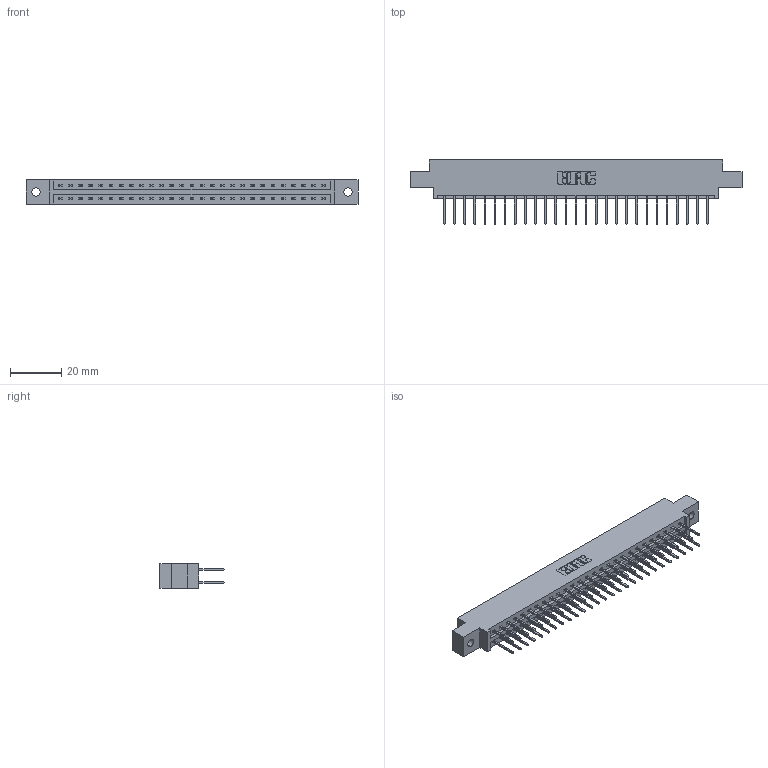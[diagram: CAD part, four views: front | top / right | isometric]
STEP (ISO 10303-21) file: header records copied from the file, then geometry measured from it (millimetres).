
FILE_DESCRIPTION (( 'STEP AP203' ), '1' );
FILE_NAME ('387-054-523-802.STEP', '2019-10-19T04:37:52', ( '' ), ( '' ), 'SwSTEP 2.0', 'SolidWorks 2016', '' );
FILE_SCHEMA (( 'CONFIG_CONTROL_DESIGN' ));
Length unit declared in the file: inch
Products named in the file (3): 345-292-001_345-293-123; 387-054-523-802; 337 Part_0.170 Offset - 0.128 Dia
Assembly tree (55 placements, depth 2):
  387-054-523-802
    337 Part_0.170 Offset - 0.128 Dia
    345-292-001_345-293-123  x54
Bounding box: 130 x 25.15 x 9.4 mm (x, y, z)
Volume: 13457 mm3; surface area: 15428.5 mm2
Topology: 55 solids, 55 shells, 3034 faces, 9017 edges, 5938 vertices
Faces by surface type: plane 2126, cylinder 908
Entity records: 23027 total; most frequent: CARTESIAN_POINT 3894, ORIENTED_EDGE 3830, DIRECTION 3339, EDGE_CURVE 1915, LINE 1787, VECTOR 1787, VERTEX_POINT 1274, AXIS2_PLACEMENT_3D 776
